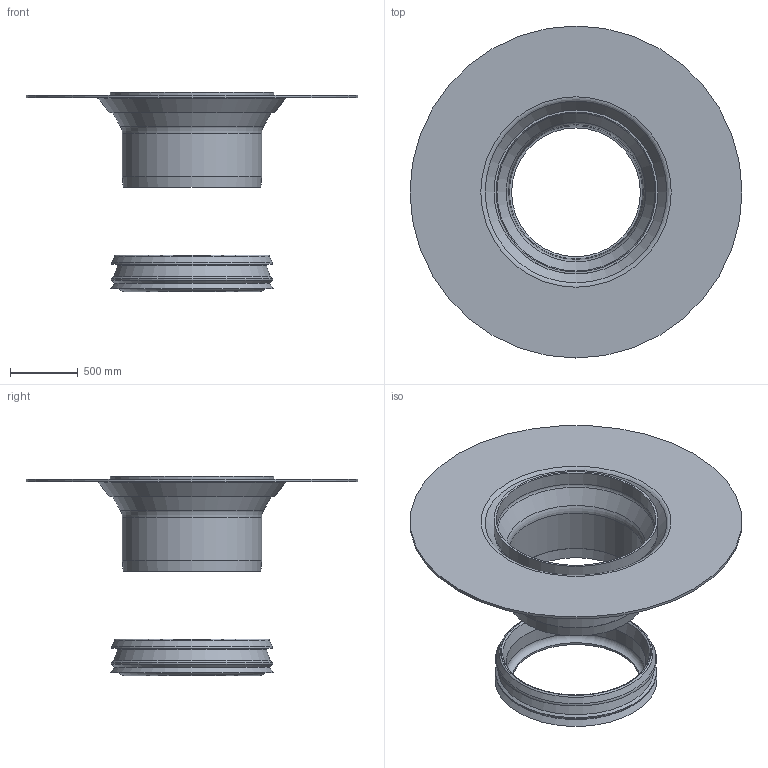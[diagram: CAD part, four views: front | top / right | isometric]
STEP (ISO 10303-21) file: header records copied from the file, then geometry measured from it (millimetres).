
FILE_DESCRIPTION(/* description */ (''),/* implementation_level */ '2;1');
FILE_NAME(/* name */ '20420.070X_3D.stp',/* time_stamp */ '2024-12-12T07:56:09+01:00',/* author */ ('CAD'),/* organization */ (''),/* preprocessor_version */ 'ST-DEVELOPER v20',/* originating_system */ 'AutoCAD Mechanical',/* authorisation */ '');
FILE_SCHEMA (('AUTOMOTIVE_DESIGN { 1 0 10303 214 3 1 1 }'));
Length unit declared in the file: centimetre
Products named in the file (2): Product; *S0
Assembly tree (1 placements, depth 2):
  Product
    *S0
Bounding box: 2450 x 2450 x 1470 mm (x, y, z)
Volume: 159562954.3 mm3; surface area: 15497291 mm2
Topology: 3 solids, 3 shells, 45 faces, 102 edges, 67 vertices
Faces by surface type: cone 15, torus 14, cylinder 8, plane 8
Full cylindrical faces by diameter (mm): 950 x1, 1000 x1, 1030 x1, 1036 x1, 1180 x1, 1190 x1, 1210 x1, 2450 x1
Entity records: 1378 total; most frequent: DIRECTION 275, CARTESIAN_POINT 217, ORIENTED_EDGE 200, AXIS2_PLACEMENT_3D 125, EDGE_CURVE 100, CIRCLE 77, VERTEX_POINT 63, EDGE_LOOP 53
